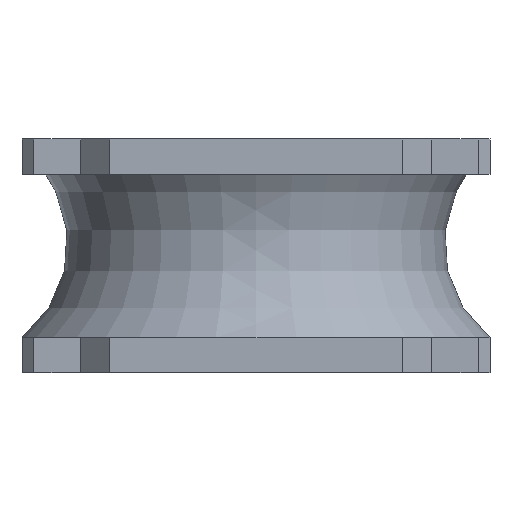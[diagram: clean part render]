
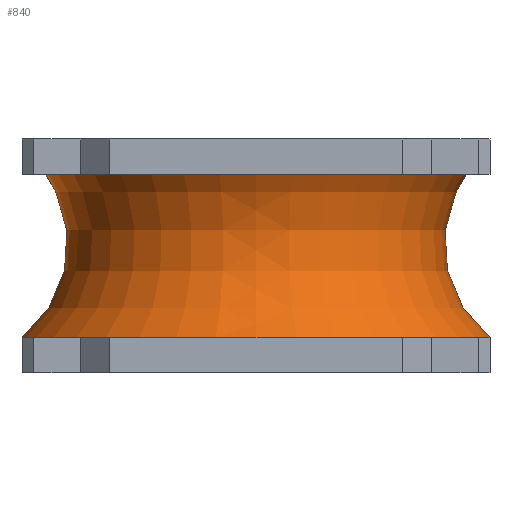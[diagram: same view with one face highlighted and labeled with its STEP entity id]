
A CAD part, left-side view. The second image highlights one B-rep face of the part: STEP entity #840.
In plain terms, the highlighted face is a revolution surface.
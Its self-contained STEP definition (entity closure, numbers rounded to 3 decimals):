
#126 = PLANE('',#127);
#127 = AXIS2_PLACEMENT_3D('',#128,#129,#130);
#128 = CARTESIAN_POINT('',(0.,0.,0.6));
#129 = DIRECTION('',(-0.,0.,-1.));
#130 = DIRECTION('',(-1.,0.,0.));
#220 = VERTEX_POINT('',#221);
#221 = CARTESIAN_POINT('',(-4.,0.,0.6));
#247 = EDGE_CURVE('',#248,#220,#250,.T.);
#248 = VERTEX_POINT('',#249);
#249 = CARTESIAN_POINT('',(0.,-4.,0.6));
#250 = SURFACE_CURVE('',#251,(#256,#263),.PCURVE_S1.);
#251 = CIRCLE('',#252,4.);
#252 = AXIS2_PLACEMENT_3D('',#253,#254,#255);
#253 = CARTESIAN_POINT('',(0.,0.,0.6));
#254 = DIRECTION('',(-0.,0.,-1.));
#255 = DIRECTION('',(-1.,0.,0.));
#256 = PCURVE('',#126,#257);
#257 = DEFINITIONAL_REPRESENTATION('',(#258),#262);
#258 = CIRCLE('',#259,4.);
#259 = AXIS2_PLACEMENT_2D('',#260,#261);
#260 = CARTESIAN_POINT('',(0.,0.));
#261 = DIRECTION('',(1.,0.));
#262 = ( GEOMETRIC_REPRESENTATION_CONTEXT(2) 
PARAMETRIC_REPRESENTATION_CONTEXT() REPRESENTATION_CONTEXT('2D SPACE',''
  ) );
#263 = PCURVE('',#264,#273);
#264 = SURFACE_OF_REVOLUTION('',#265,#270);
#265 = CIRCLE('',#266,2.053);
#266 = AXIS2_PLACEMENT_3D('',#267,#268,#269);
#267 = CARTESIAN_POINT('',(-5.273,0.,
    2.21));
#268 = DIRECTION('',(0.,-1.,0.));
#269 = DIRECTION('',(1.,0.,0.));
#270 = AXIS1_PLACEMENT('',#271,#272);
#271 = CARTESIAN_POINT('',(0.,0.,0.));
#272 = DIRECTION('',(-0.,0.,-1.));
#273 = DEFINITIONAL_REPRESENTATION('',(#274),#278);
#274 = LINE('',#275,#276);
#275 = CARTESIAN_POINT('',(0.,5.381));
#276 = VECTOR('',#277,1.);
#277 = DIRECTION('',(1.,0.));
#278 = ( GEOMETRIC_REPRESENTATION_CONTEXT(2) 
PARAMETRIC_REPRESENTATION_CONTEXT() REPRESENTATION_CONTEXT('2D SPACE',''
  ) );
#753 = PLANE('',#754);
#754 = AXIS2_PLACEMENT_3D('',#755,#756,#757);
#755 = CARTESIAN_POINT('',(0.,0.,0.6));
#756 = DIRECTION('',(-0.,0.,-1.));
#757 = DIRECTION('',(-1.,0.,0.));
#827 = PLANE('',#828);
#828 = AXIS2_PLACEMENT_3D('',#829,#830,#831);
#829 = CARTESIAN_POINT('',(0.,0.,0.6));
#830 = DIRECTION('',(-0.,0.,-1.));
#831 = DIRECTION('',(-1.,0.,0.));
#840 = ADVANCED_FACE('',(#841),#264,.F.);
#841 = FACE_BOUND('',#842,.F.);
#842 = EDGE_LOOP('',(#843,#867,#891,#920,#942,#943,#944));
#843 = ORIENTED_EDGE('',*,*,#844,.F.);
#844 = EDGE_CURVE('',#220,#845,#847,.T.);
#845 = VERTEX_POINT('',#846);
#846 = CARTESIAN_POINT('',(-3.6,0.,3.4));
#847 = SEAM_CURVE('',#848,(#853,#860),.PCURVE_S1.);
#848 = CIRCLE('',#849,2.053);
#849 = AXIS2_PLACEMENT_3D('',#850,#851,#852);
#850 = CARTESIAN_POINT('',(-5.273,0.,
    2.21));
#851 = DIRECTION('',(0.,-1.,0.));
#852 = DIRECTION('',(1.,0.,0.));
#853 = PCURVE('',#264,#854);
#854 = DEFINITIONAL_REPRESENTATION('',(#855),#859);
#855 = LINE('',#856,#857);
#856 = CARTESIAN_POINT('',(0.,0.));
#857 = VECTOR('',#858,1.);
#858 = DIRECTION('',(0.,1.));
#859 = ( GEOMETRIC_REPRESENTATION_CONTEXT(2) 
PARAMETRIC_REPRESENTATION_CONTEXT() REPRESENTATION_CONTEXT('2D SPACE',''
  ) );
#860 = PCURVE('',#264,#861);
#861 = DEFINITIONAL_REPRESENTATION('',(#862),#866);
#862 = LINE('',#863,#864);
#863 = CARTESIAN_POINT('',(6.283,0.));
#864 = VECTOR('',#865,1.);
#865 = DIRECTION('',(0.,1.));
#866 = ( GEOMETRIC_REPRESENTATION_CONTEXT(2) 
PARAMETRIC_REPRESENTATION_CONTEXT() REPRESENTATION_CONTEXT('2D SPACE',''
  ) );
#867 = ORIENTED_EDGE('',*,*,#868,.T.);
#868 = EDGE_CURVE('',#220,#869,#871,.T.);
#869 = VERTEX_POINT('',#870);
#870 = CARTESIAN_POINT('',(0.,4.,0.6));
#871 = SURFACE_CURVE('',#872,(#877,#884),.PCURVE_S1.);
#872 = CIRCLE('',#873,4.);
#873 = AXIS2_PLACEMENT_3D('',#874,#875,#876);
#874 = CARTESIAN_POINT('',(0.,0.,0.6));
#875 = DIRECTION('',(-0.,0.,-1.));
#876 = DIRECTION('',(-1.,0.,0.));
#877 = PCURVE('',#264,#878);
#878 = DEFINITIONAL_REPRESENTATION('',(#879),#883);
#879 = LINE('',#880,#881);
#880 = CARTESIAN_POINT('',(0.,5.381));
#881 = VECTOR('',#882,1.);
#882 = DIRECTION('',(1.,0.));
#883 = ( GEOMETRIC_REPRESENTATION_CONTEXT(2) 
PARAMETRIC_REPRESENTATION_CONTEXT() REPRESENTATION_CONTEXT('2D SPACE',''
  ) );
#884 = PCURVE('',#827,#885);
#885 = DEFINITIONAL_REPRESENTATION('',(#886),#890);
#886 = CIRCLE('',#887,4.);
#887 = AXIS2_PLACEMENT_2D('',#888,#889);
#888 = CARTESIAN_POINT('',(0.,0.));
#889 = DIRECTION('',(1.,0.));
#890 = ( GEOMETRIC_REPRESENTATION_CONTEXT(2) 
PARAMETRIC_REPRESENTATION_CONTEXT() REPRESENTATION_CONTEXT('2D SPACE',''
  ) );
#891 = ORIENTED_EDGE('',*,*,#892,.T.);
#892 = EDGE_CURVE('',#869,#893,#895,.T.);
#893 = VERTEX_POINT('',#894);
#894 = CARTESIAN_POINT('',(4.,0.,0.6));
#895 = SURFACE_CURVE('',#896,(#901,#908),.PCURVE_S1.);
#896 = CIRCLE('',#897,4.);
#897 = AXIS2_PLACEMENT_3D('',#898,#899,#900);
#898 = CARTESIAN_POINT('',(0.,0.,0.6));
#899 = DIRECTION('',(-0.,0.,-1.));
#900 = DIRECTION('',(-1.,0.,0.));
#901 = PCURVE('',#264,#902);
#902 = DEFINITIONAL_REPRESENTATION('',(#903),#907);
#903 = LINE('',#904,#905);
#904 = CARTESIAN_POINT('',(0.,5.381));
#905 = VECTOR('',#906,1.);
#906 = DIRECTION('',(1.,0.));
#907 = ( GEOMETRIC_REPRESENTATION_CONTEXT(2) 
PARAMETRIC_REPRESENTATION_CONTEXT() REPRESENTATION_CONTEXT('2D SPACE',''
  ) );
#908 = PCURVE('',#909,#914);
#909 = PLANE('',#910);
#910 = AXIS2_PLACEMENT_3D('',#911,#912,#913);
#911 = CARTESIAN_POINT('',(0.,0.,0.6));
#912 = DIRECTION('',(-0.,0.,-1.));
#913 = DIRECTION('',(-1.,0.,0.));
#914 = DEFINITIONAL_REPRESENTATION('',(#915),#919);
#915 = CIRCLE('',#916,4.);
#916 = AXIS2_PLACEMENT_2D('',#917,#918);
#917 = CARTESIAN_POINT('',(0.,0.));
#918 = DIRECTION('',(1.,0.));
#919 = ( GEOMETRIC_REPRESENTATION_CONTEXT(2) 
PARAMETRIC_REPRESENTATION_CONTEXT() REPRESENTATION_CONTEXT('2D SPACE',''
  ) );
#920 = ORIENTED_EDGE('',*,*,#921,.T.);
#921 = EDGE_CURVE('',#893,#248,#922,.T.);
#922 = SURFACE_CURVE('',#923,(#928,#935),.PCURVE_S1.);
#923 = CIRCLE('',#924,4.);
#924 = AXIS2_PLACEMENT_3D('',#925,#926,#927);
#925 = CARTESIAN_POINT('',(0.,0.,0.6));
#926 = DIRECTION('',(-0.,0.,-1.));
#927 = DIRECTION('',(-1.,0.,0.));
#928 = PCURVE('',#264,#929);
#929 = DEFINITIONAL_REPRESENTATION('',(#930),#934);
#930 = LINE('',#931,#932);
#931 = CARTESIAN_POINT('',(0.,5.381));
#932 = VECTOR('',#933,1.);
#933 = DIRECTION('',(1.,0.));
#934 = ( GEOMETRIC_REPRESENTATION_CONTEXT(2) 
PARAMETRIC_REPRESENTATION_CONTEXT() REPRESENTATION_CONTEXT('2D SPACE',''
  ) );
#935 = PCURVE('',#753,#936);
#936 = DEFINITIONAL_REPRESENTATION('',(#937),#941);
#937 = CIRCLE('',#938,4.);
#938 = AXIS2_PLACEMENT_2D('',#939,#940);
#939 = CARTESIAN_POINT('',(0.,0.));
#940 = DIRECTION('',(1.,0.));
#941 = ( GEOMETRIC_REPRESENTATION_CONTEXT(2) 
PARAMETRIC_REPRESENTATION_CONTEXT() REPRESENTATION_CONTEXT('2D SPACE',''
  ) );
#942 = ORIENTED_EDGE('',*,*,#247,.T.);
#943 = ORIENTED_EDGE('',*,*,#844,.T.);
#944 = ORIENTED_EDGE('',*,*,#945,.F.);
#945 = EDGE_CURVE('',#845,#845,#946,.T.);
#946 = SURFACE_CURVE('',#947,(#952,#959),.PCURVE_S1.);
#947 = CIRCLE('',#948,3.6);
#948 = AXIS2_PLACEMENT_3D('',#949,#950,#951);
#949 = CARTESIAN_POINT('',(0.,0.,3.4));
#950 = DIRECTION('',(-0.,0.,-1.));
#951 = DIRECTION('',(-1.,0.,0.));
#952 = PCURVE('',#264,#953);
#953 = DEFINITIONAL_REPRESENTATION('',(#954),#958);
#954 = LINE('',#955,#956);
#955 = CARTESIAN_POINT('',(0.,6.901));
#956 = VECTOR('',#957,1.);
#957 = DIRECTION('',(1.,0.));
#958 = ( GEOMETRIC_REPRESENTATION_CONTEXT(2) 
PARAMETRIC_REPRESENTATION_CONTEXT() REPRESENTATION_CONTEXT('2D SPACE',''
  ) );
#959 = PCURVE('',#960,#965);
#960 = PLANE('',#961);
#961 = AXIS2_PLACEMENT_3D('',#962,#963,#964);
#962 = CARTESIAN_POINT('',(0.,0.,3.4));
#963 = DIRECTION('',(-0.,0.,-1.));
#964 = DIRECTION('',(-1.,0.,0.));
#965 = DEFINITIONAL_REPRESENTATION('',(#966),#970);
#966 = CIRCLE('',#967,3.6);
#967 = AXIS2_PLACEMENT_2D('',#968,#969);
#968 = CARTESIAN_POINT('',(0.,0.));
#969 = DIRECTION('',(1.,0.));
#970 = ( GEOMETRIC_REPRESENTATION_CONTEXT(2) 
PARAMETRIC_REPRESENTATION_CONTEXT() REPRESENTATION_CONTEXT('2D SPACE',''
  ) );
